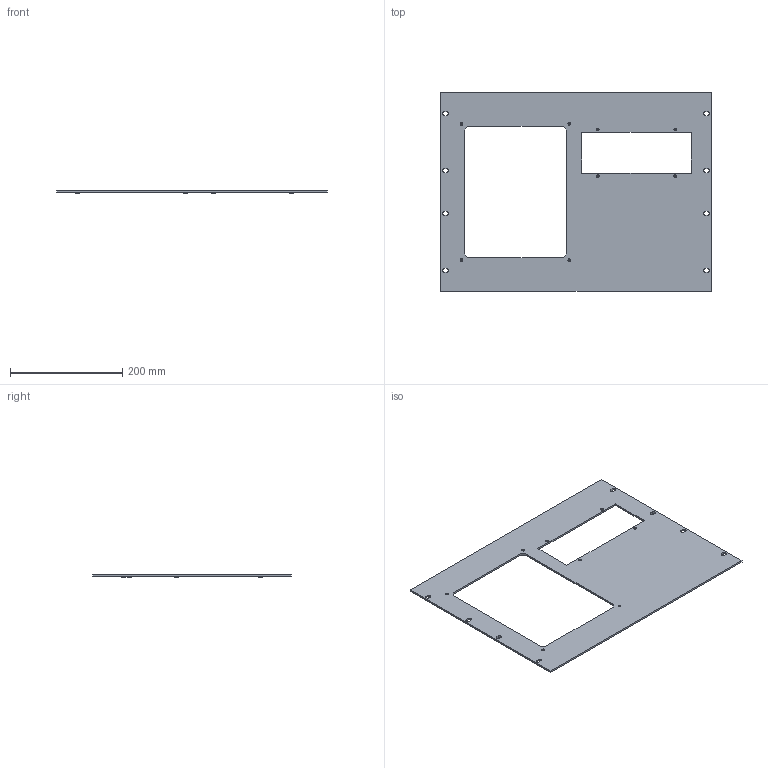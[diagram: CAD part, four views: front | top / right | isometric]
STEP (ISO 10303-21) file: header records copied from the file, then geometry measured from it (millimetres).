
FILE_DESCRIPTION (( 'STEP AP214' ), '1' );
FILE_NAME ('RM-VP4VC12 Dimensional.STEP', '2023-11-14T20:47:40', ( '' ), ( '' ), 'SwSTEP 2.0', 'SolidWorks 2022', '' );
FILE_SCHEMA (( 'AUTOMOTIVE_DESIGN' ));
Length unit declared in the file: inch
Products named in the file (4): 305-104697.50; RM-VP4VC12 Dimensional; PEM CLS-632-3 ---N_PEM CLS-632-3 ---N
Assembly tree (10 placements, depth 3):
  RM-VP4VC12 Dimensional
    305-104697.50
      305-104697.50
      PEM CLS-632-3 ---N_PEM CLS-632-3 ---N  x8
Bounding box: 482.6 x 354.79 x 4.95 mm (x, y, z)
Volume: 361495.6 mm3; surface area: 239757.1 mm2
Topology: 9 solids, 9 shells, 898 faces, 2472 edges, 1616 vertices
Faces by surface type: plane 714, cylinder 120, cone 64
Entity records: 5964 total; most frequent: CARTESIAN_POINT 1017, ORIENTED_EDGE 996, DIRECTION 984, EDGE_CURVE 498, VECTOR 394, LINE 394, VERTEX_POINT 328, AXIS2_PLACEMENT_3D 295
